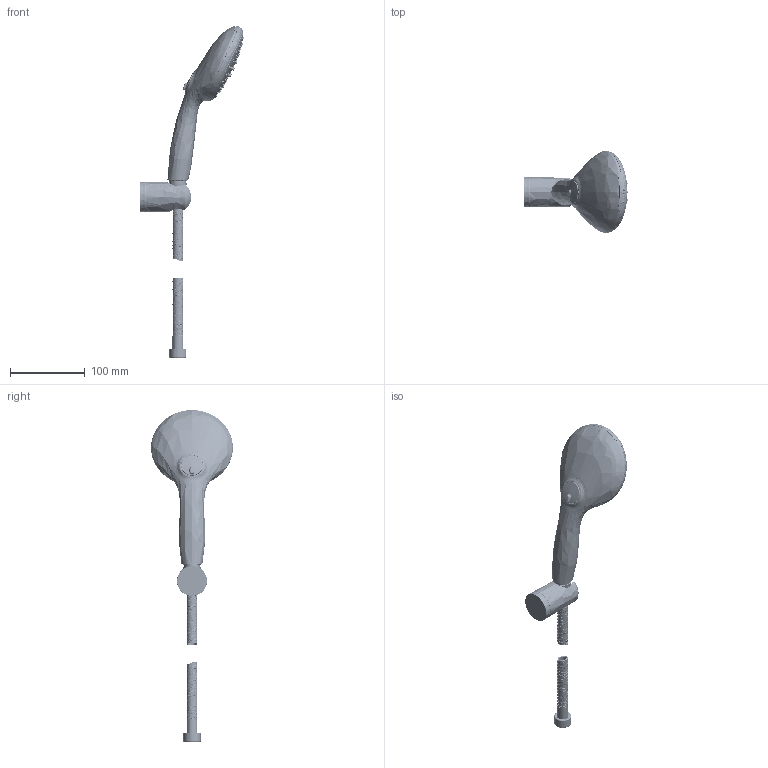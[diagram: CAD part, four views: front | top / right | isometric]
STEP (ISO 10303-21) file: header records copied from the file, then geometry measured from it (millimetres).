
FILE_DESCRIPTION(/* description */ ('Unknown'),/* implementation_level */ '2;1');
FILE_NAME(/* name */ '27950001',/* time_stamp */ '2023-02-01T13:53:07+01:00',/* author */ ('Unknown'),/* organization */ ('GROHE AG'),/* preprocessor_version */ 'ST-DEVELOPER v16.7',/* originating_system */ 'DEX',/* authorisation */ $);
FILE_SCHEMA (('AUTOMOTIVE_DESIGN {1 0 10303 214 3 1 1}'));
Products named in the file (1): 27950001
Bounding box: 140.29 x 109.63 x 444.89 mm (x, y, z)
Volume: 192609.2 mm3; surface area: 164005 mm2
Topology: 11 solids, 16 shells, 7817 faces, 19270 edges, 11130 vertices
Faces by surface type: bspline 4497, cylinder 1116, plane 875, torus 727, cone 318, sphere 284
Full cylindrical faces by diameter (mm): 0.83 x4, 2.8 x144, 3.7 x72, 4.1 x14, 8.3 x2, 10.8 x2, 12 x2, 14.7 x2, 15.1 x1, 15.6 x1, 16 x2, 16.2 x3, 17.996 x4, 18.2 x1, 18.4 x1, 18.631 x2, 19.2 x1, 19.9 x1, 21 x2, 21.2 x4, 22.2 x2, 22.6 x1, 23 x1, 23.8 x1, 30.98 x1, 90.8 x1, 100 x1, 100.004 x1
Entity records: 311401 total; most frequent: CARTESIAN_POINT 166071, ORIENTED_EDGE 34056, DIRECTION 20517, EDGE_CURVE 17028, VERTEX_POINT 10324, AXIS2_PLACEMENT_3D 9305, EDGE_LOOP 9304, FACE_BOUND 9304
